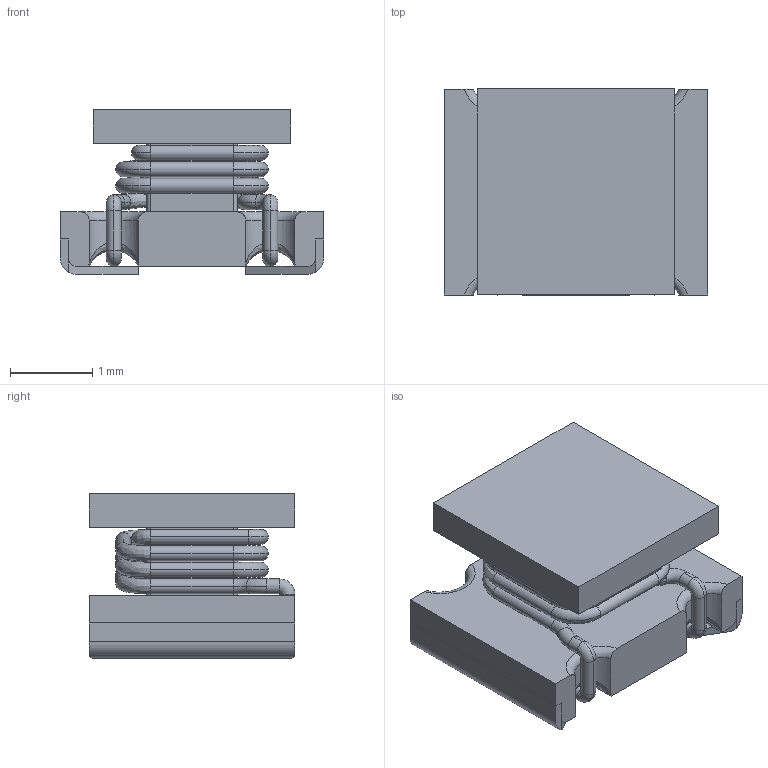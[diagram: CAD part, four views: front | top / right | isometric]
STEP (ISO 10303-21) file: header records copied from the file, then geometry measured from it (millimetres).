
FILE_DESCRIPTION((''),'2;1');
FILE_NAME('IND_WURTH_WE-LQ-1210.stp','2014-11-24T12:15:40',(''),(''),'Mechanical Desktop 2011','Mechanical Desktop 2011',', , ');
FILE_SCHEMA(('AUTOMOTIVE_DESIGN { 1 2 10303 214 1 1 1 1 }'));
Length unit declared in the file: millimetre
Products named in the file (1): Product
Bounding box: 3.2 x 2.5 x 2 mm (x, y, z)
Volume: 9.4 mm3; surface area: 75.2 mm2
Topology: 5 solids, 5 shells, 179 faces, 500 edges, 316 vertices
Faces by surface type: cylinder 74, plane 49, torus 40, bspline 16
Entity records: 8377 total; most frequent: CARTESIAN_POINT 3688, DIRECTION 1048, ORIENTED_EDGE 968, EDGE_CURVE 484, AXIS2_PLACEMENT_3D 436, VERTEX_POINT 316, CIRCLE 256, EDGE_LOOP 180
